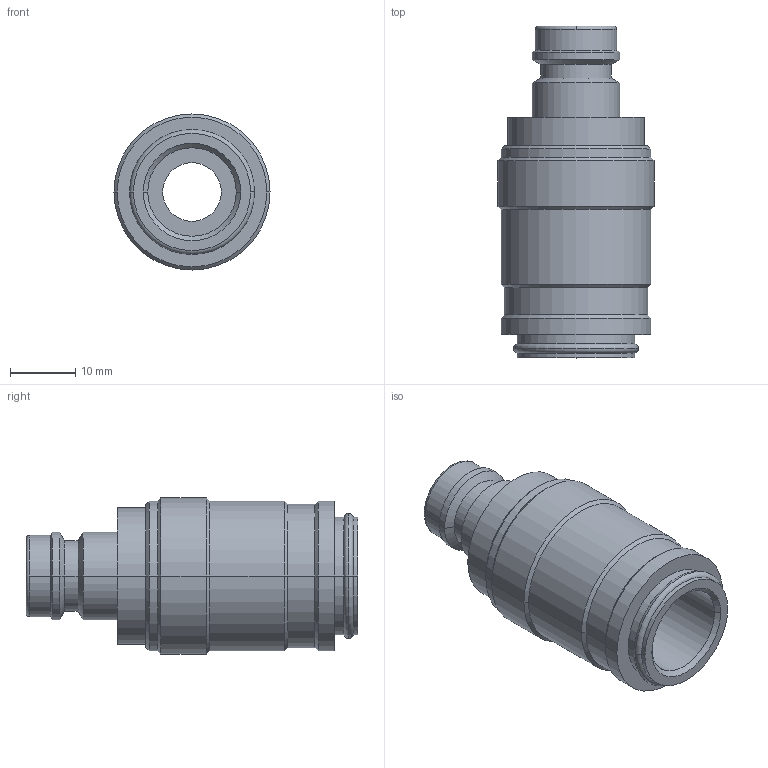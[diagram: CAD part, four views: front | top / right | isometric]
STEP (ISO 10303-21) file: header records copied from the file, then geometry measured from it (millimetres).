
FILE_DESCRIPTION(('STEP AP214'),'1');
FILE_NAME('esdk-eshs.stp','2020-04-22T06:13:14',('TraceParts'),('TraceParts S.A.'),'Spatial InterOp 3D',' ',' ');
FILE_SCHEMA(('automotive_design'));
Length unit declared in the file: millimetre
Products named in the file (1): 1
Bounding box: 24 x 51 x 24 mm (x, y, z)
Volume: 11826.9 mm3; surface area: 5633.1 mm2
Topology: 1 solids, 1 shells, 58 faces, 119 edges, 67 vertices
Faces by surface type: cylinder 28, cone 18, torus 6, plane 6
Entity records: 2004 total; most frequent: DIRECTION 310, CARTESIAN_POINT 245, ORIENTED_EDGE 238, AXIS2_PLACEMENT_3D 132, EDGE_CURVE 119, CIRCLE 73, VERTEX_POINT 67, EDGE_LOOP 64
